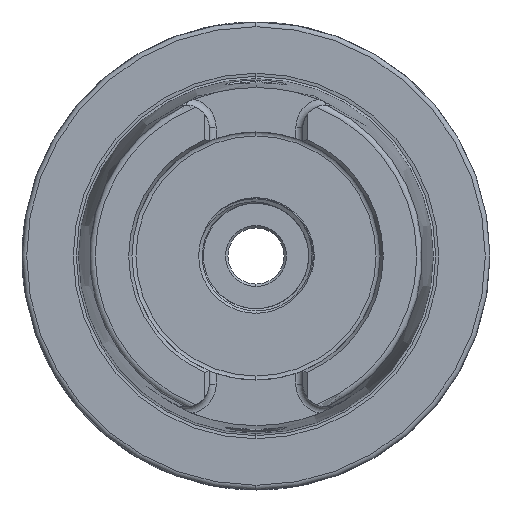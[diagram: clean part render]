
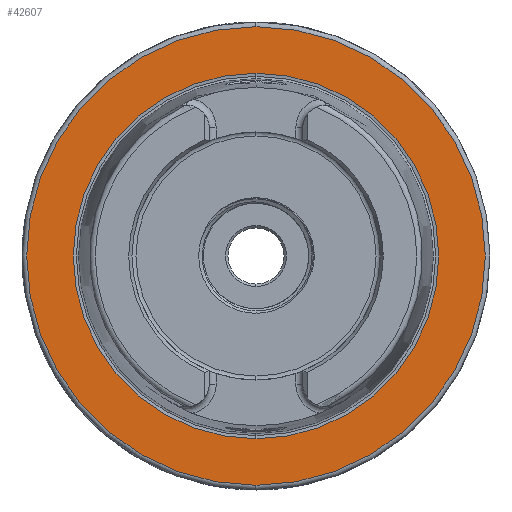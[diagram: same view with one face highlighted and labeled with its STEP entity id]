
A CAD part, left-side view. The second image highlights one B-rep face of the part: STEP entity #42607.
In plain terms, the highlighted planar face has unit normal (-1, 0, 0).
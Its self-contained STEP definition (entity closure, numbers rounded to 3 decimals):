
#150 = CARTESIAN_POINT ( 'NONE',  ( 0., 0., 0. ) ) ;
#151 = DIRECTION ( 'NONE',  ( 0., 0., 1. ) ) ;
#158 = DIRECTION ( 'NONE',  ( -1., 0., 0. ) ) ;
#442 = CARTESIAN_POINT ( 'NONE',  ( 0., 0., 0. ) ) ;
#465 = DIRECTION ( 'NONE',  ( 0., 0., -1. ) ) ;
#466 = DIRECTION ( 'NONE',  ( 1., 0., 0. ) ) ;
#2243 = VERTEX_POINT ( 'NONE', #30483 ) ;
#2277 = VERTEX_POINT ( 'NONE', #30496 ) ;
#2281 = VERTEX_POINT ( 'NONE', #30467 ) ;
#2314 = VERTEX_POINT ( 'NONE', #30520 ) ;
#5328 = EDGE_CURVE ( 'NONE', #2277, #2281, #29244, .T. ) ;
#5341 = EDGE_CURVE ( 'NONE', #2314, #2243, #17829, .T. ) ;
#5430 = AXIS2_PLACEMENT_3D ( 'NONE', #31047, #31008, #31054 ) ;
#5435 = AXIS2_PLACEMENT_3D ( 'NONE', #31083, #31089, #31103 ) ;
#7808 = EDGE_CURVE ( 'NONE', #2281, #2277, #32109, .T. ) ;
#7916 = EDGE_CURVE ( 'NONE', #2243, #2314, #32178, .T. ) ;
#13814 = DIRECTION ( 'NONE',  ( -1., 0., 0. ) ) ;
#13835 = CARTESIAN_POINT ( 'NONE',  ( 0., 39.054, 0. ) ) ;
#13838 = PLANE ( 'NONE',  #15803 ) ;
#13849 = DIRECTION ( 'NONE',  ( 0., 0., 1. ) ) ;
#15803 = AXIS2_PLACEMENT_3D ( 'NONE', #13835, #13814, #13849 ) ;
#17829 = CIRCLE ( 'NONE', #5435, 39.054 ) ;
#23375 = FACE_BOUND ( 'NONE', #35908, .T. ) ;
#23385 = FACE_OUTER_BOUND ( 'NONE', #35865, .T. ) ;
#29065 = ORIENTED_EDGE ( 'NONE', *, *, #5328, .T. ) ;
#29072 = ORIENTED_EDGE ( 'NONE', *, *, #5341, .T. ) ;
#29076 = ORIENTED_EDGE ( 'NONE', *, *, #7916, .T. ) ;
#29116 = ORIENTED_EDGE ( 'NONE', *, *, #7808, .T. ) ;
#29244 = CIRCLE ( 'NONE', #5430, 49. ) ;
#30467 = CARTESIAN_POINT ( 'NONE',  ( 0., 0., 49. ) ) ;
#30483 = CARTESIAN_POINT ( 'NONE',  ( 0., 0., 39.054 ) ) ;
#30496 = CARTESIAN_POINT ( 'NONE',  ( 0., 0., -49. ) ) ;
#30520 = CARTESIAN_POINT ( 'NONE',  ( 0., 0., -39.054 ) ) ;
#31008 = DIRECTION ( 'NONE',  ( -1., 0., 0. ) ) ;
#31047 = CARTESIAN_POINT ( 'NONE',  ( 0., 0., 0. ) ) ;
#31054 = DIRECTION ( 'NONE',  ( 0., 0., 1. ) ) ;
#31083 = CARTESIAN_POINT ( 'NONE',  ( 0., 0., 0. ) ) ;
#31089 = DIRECTION ( 'NONE',  ( 1., 0., 0. ) ) ;
#31103 = DIRECTION ( 'NONE',  ( 0., 0., -1. ) ) ;
#32109 = CIRCLE ( 'NONE', #36681, 49. ) ;
#32178 = CIRCLE ( 'NONE', #36702, 39.054 ) ;
#35865 = EDGE_LOOP ( 'NONE', ( #29116, #29065 ) ) ;
#35908 = EDGE_LOOP ( 'NONE', ( #29076, #29072 ) ) ;
#36681 = AXIS2_PLACEMENT_3D ( 'NONE', #150, #158, #151 ) ;
#36702 = AXIS2_PLACEMENT_3D ( 'NONE', #442, #466, #465 ) ;
#42607 = ADVANCED_FACE ( 'NONE', ( #23385, #23375 ), #13838, .T. ) ;
